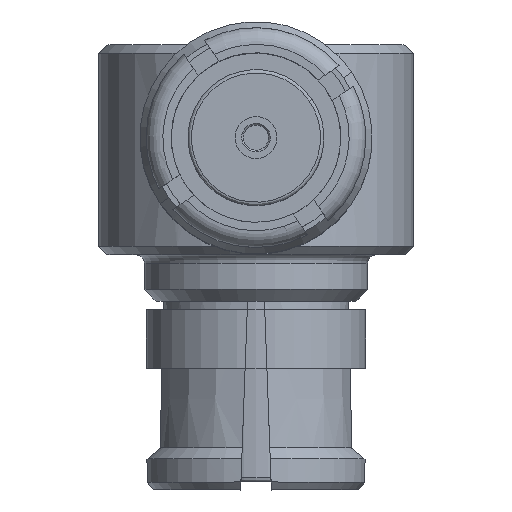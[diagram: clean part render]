
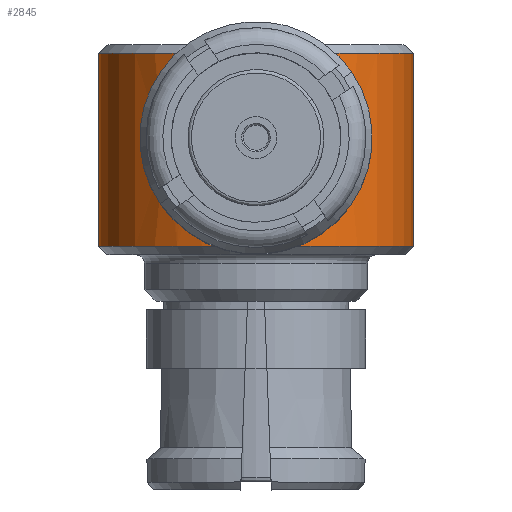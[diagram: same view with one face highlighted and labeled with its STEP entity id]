
A CAD part, top view. The second image highlights one B-rep face of the part: STEP entity #2845.
In plain terms, the highlighted cylindrical face has radius 2.388 mm (diameter 4.775 mm), a partial arc.
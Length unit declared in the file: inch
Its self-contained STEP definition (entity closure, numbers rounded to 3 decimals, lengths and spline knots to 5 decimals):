
#112 = CARTESIAN_POINT ( 'NONE',  ( 0.2025, -0.07623, 0.055 ) ) ;
#134 = CARTESIAN_POINT ( 'NONE',  ( 0.19878, -0.07623, 0.055 ) ) ;
#288 = CARTESIAN_POINT ( 'NONE',  ( 0.20623, -0.07623, -0.055 ) ) ;
#314 = EDGE_LOOP ( 'NONE', ( #379, #4786, #4531, #3190 ) ) ;
#323 = VERTEX_POINT ( 'NONE', #2578 ) ;
#333 = VECTOR ( 'NONE', #3031, 39.37008 ) ;
#379 = ORIENTED_EDGE ( 'NONE', *, *, #3459, .F. ) ;
#526 = CARTESIAN_POINT ( 'NONE',  ( 0.14, 0., 0.094 ) ) ;
#568 = CARTESIAN_POINT ( 'NONE',  ( 0.16862, -0.0833, -0.04389 ) ) ;
#631 = CARTESIAN_POINT ( 'NONE',  ( 0.22058, -0.07828, -0.05207 ) ) ;
#640 = CARTESIAN_POINT ( 'NONE',  ( 0.15324, -0.09075, -0.02473 ) ) ;
#662 = CIRCLE ( 'NONE', #4034, 0.094 ) ;
#671 = CARTESIAN_POINT ( 'NONE',  ( 0.20988, -0.0765, 0.05462 ) ) ;
#690 = DIRECTION ( 'NONE',  ( 0., 0., 1. ) ) ;
#803 = VERTEX_POINT ( 'NONE', #2953 ) ;
#819 = EDGE_LOOP ( 'NONE', ( #3528, #1109 ) ) ;
#820 = EDGE_CURVE ( 'NONE', #323, #3604, #662, .T. ) ;
#822 = DIRECTION ( 'NONE',  ( 0., 0., 1. ) ) ;
#964 = DIRECTION ( 'NONE',  ( 0., 0., -1. ) ) ;
#1017 = AXIS2_PLACEMENT_3D ( 'NONE', #3703, #3170, #822 ) ;
#1030 = CARTESIAN_POINT ( 'NONE',  ( 0.19505, -0.07623, -0.055 ) ) ;
#1051 = CARTESIAN_POINT ( 'NONE',  ( 0.15889, -0.08781, -0.0337 ) ) ;
#1109 = ORIENTED_EDGE ( 'NONE', *, *, #2935, .T. ) ;
#1132 = CARTESIAN_POINT ( 'NONE',  ( 0.25455, -0.0923, 0.01813 ) ) ;
#1149 = VERTEX_POINT ( 'NONE', #4346 ) ;
#1156 = CARTESIAN_POINT ( 'NONE',  ( 0.25035, -0.08997, 0.02805 ) ) ;
#1262 = CARTESIAN_POINT ( 'NONE',  ( 0.2025, -0.07623, -0.055 ) ) ;
#1288 = CARTESIAN_POINT ( 'NONE',  ( 0.21701, -0.07752, 0.05318 ) ) ;
#1469 = LINE ( 'NONE', #526, #4626 ) ;
#1544 = CARTESIAN_POINT ( 'NONE',  ( 0.14749, -0.094, 0.00739 ) ) ;
#1607 = CARTESIAN_POINT ( 'NONE',  ( 0.19511, -0.07651, 0.05462 ) ) ;
#1735 = CARTESIAN_POINT ( 'NONE',  ( 0.21706, -0.07753, -0.05316 ) ) ;
#1798 = CARTESIAN_POINT ( 'NONE',  ( 0.2025, -0.07623, 0.055 ) ) ;
#1985 = DIRECTION ( 'NONE',  ( 1., 0., 0. ) ) ;
#2068 = CARTESIAN_POINT ( 'NONE',  ( 0.15463, -0.08998, 0.02803 ) ) ;
#2123 = CARTESIAN_POINT ( 'NONE',  ( 0.25599, -0.0931, -0.01469 ) ) ;
#2383 = DIRECTION ( 'NONE',  ( 1., 0., 0. ) ) ;
#2499 = CARTESIAN_POINT ( 'NONE',  ( 0.16864, -0.08329, 0.04391 ) ) ;
#2521 = CARTESIAN_POINT ( 'NONE',  ( 0.17457, -0.08094, 0.04792 ) ) ;
#2557 = CARTESIAN_POINT ( 'NONE',  ( 0.20989, -0.0765, -0.05462 ) ) ;
#2578 = CARTESIAN_POINT ( 'NONE',  ( 0.26, 0., -0.094 ) ) ;
#2712 = CARTESIAN_POINT ( 'NONE',  ( 0.23042, -0.08094, -0.04792 ) ) ;
#2789 = LINE ( 'NONE', #5388, #333 ) ;
#2845 = ADVANCED_FACE ( 'NONE', ( #3751, #2938 ), #3820, .T. ) ;
#2935 = EDGE_CURVE ( 'NONE', #3339, #4177, #3138, .T. ) ;
#2938 = FACE_BOUND ( 'NONE', #819, .T. ) ;
#2953 = CARTESIAN_POINT ( 'NONE',  ( 0.145, 0., -0.094 ) ) ;
#2958 = CARTESIAN_POINT ( 'NONE',  ( 0.16117, -0.08669, -0.03646 ) ) ;
#2978 = CARTESIAN_POINT ( 'NONE',  ( 0.18445, -0.07827, 0.05207 ) ) ;
#3015 = CARTESIAN_POINT ( 'NONE',  ( 0.23043, -0.08094, 0.04792 ) ) ;
#3031 = DIRECTION ( 'NONE',  ( 1., 0., 0. ) ) ;
#3058 = DIRECTION ( 'NONE',  ( -1., 0., 0. ) ) ;
#3138 = B_SPLINE_CURVE_WITH_KNOTS ( 'NONE', 3,
 ( #3861, #1030, #3472, #4800, #568, #2958, #1051, #4359, #640, #5307, #3939, #4866, #4419, #1544, #3902, #2068, #5335, #2499, #2521, #2978, #5786, #1607, #134, #112 ),
 .UNSPECIFIED., .F., .F.,
 ( 4, 2, 2, 2, 2, 2, 2, 2, 2, 2, 2, 4 ),
 ( 0.00447, 0.00503, 0.00559, 0.00587, 0.00615, 0.00643, 0.00671, 0.00726, 0.00782, 0.00838, 0.00866, 0.00894 ),
 .UNSPECIFIED. ) ;
#3162 = CARTESIAN_POINT ( 'NONE',  ( 0.25712, -0.09378, 0.00743 ) ) ;
#3170 = DIRECTION ( 'NONE',  ( 1., 0., 0. ) ) ;
#3190 = ORIENTED_EDGE ( 'NONE', *, *, #820, .T. ) ;
#3263 = EDGE_CURVE ( 'NONE', #1149, #803, #5227, .T. ) ;
#3339 = VERTEX_POINT ( 'NONE', #4221 ) ;
#3459 = EDGE_CURVE ( 'NONE', #1149, #3604, #1469, .T. ) ;
#3463 = CARTESIAN_POINT ( 'NONE',  ( 0.23637, -0.0833, -0.0439 ) ) ;
#3472 = CARTESIAN_POINT ( 'NONE',  ( 0.18774, -0.07738, -0.05346 ) ) ;
#3484 = CARTESIAN_POINT ( 'NONE',  ( 0.25037, -0.08999, -0.02802 ) ) ;
#3528 = ORIENTED_EDGE ( 'NONE', *, *, #5054, .T. ) ;
#3531 = CARTESIAN_POINT ( 'NONE',  ( 0.26, 0., 0. ) ) ;
#3604 = VERTEX_POINT ( 'NONE', #3981 ) ;
#3703 = CARTESIAN_POINT ( 'NONE',  ( 0.145, 0., 0. ) ) ;
#3709 = AXIS2_PLACEMENT_3D ( 'NONE', #4701, #2383, #964 ) ;
#3751 = FACE_OUTER_BOUND ( 'NONE', #314, .T. ) ;
#3820 = CYLINDRICAL_SURFACE ( 'NONE', #3709, 0.094 ) ;
#3861 = CARTESIAN_POINT ( 'NONE',  ( 0.2025, -0.07623, -0.055 ) ) ;
#3902 = CARTESIAN_POINT ( 'NONE',  ( 0.14902, -0.09309, 0.01473 ) ) ;
#3929 = CARTESIAN_POINT ( 'NONE',  ( 0.23637, -0.0833, 0.0439 ) ) ;
#3939 = CARTESIAN_POINT ( 'NONE',  ( 0.14934, -0.09294, -0.01455 ) ) ;
#3971 = CARTESIAN_POINT ( 'NONE',  ( 0.22053, -0.07827, 0.05208 ) ) ;
#3981 = CARTESIAN_POINT ( 'NONE',  ( 0.26, 0., 0.094 ) ) ;
#4034 = AXIS2_PLACEMENT_3D ( 'NONE', #3531, #3058, #690 ) ;
#4076 = CARTESIAN_POINT ( 'NONE',  ( 0.20623, -0.07623, 0.055 ) ) ;
#4177 = VERTEX_POINT ( 'NONE', #1798 ) ;
#4221 = CARTESIAN_POINT ( 'NONE',  ( 0.2025, -0.07623, -0.055 ) ) ;
#4346 = CARTESIAN_POINT ( 'NONE',  ( 0.145, 0., 0.094 ) ) ;
#4359 = CARTESIAN_POINT ( 'NONE',  ( 0.15494, -0.08984, -0.02784 ) ) ;
#4411 = CARTESIAN_POINT ( 'NONE',  ( 0.25751, -0.09401, -0.00731 ) ) ;
#4419 = CARTESIAN_POINT ( 'NONE',  ( 0.1475, -0.094, -0.00378 ) ) ;
#4531 = ORIENTED_EDGE ( 'NONE', *, *, #5401, .T. ) ;
#4626 = VECTOR ( 'NONE', #1985, 39.37008 ) ;
#4645 = B_SPLINE_CURVE_WITH_KNOTS ( 'NONE', 3,
 ( #5510, #4076, #671, #1288, #3971, #3015, #3929, #5859, #1156, #1132, #4877, #3162, #4922, #4411, #2123, #3484, #5375, #3463, #2712, #631, #1735, #2557, #288, #1262 ),
 .UNSPECIFIED., .F., .F.,
 ( 4, 2, 2, 2, 2, 2, 2, 2, 2, 2, 2, 4 ),
 ( 0., 0.00028, 0.00056, 0.00112, 0.00168, 0.00196, 0.00224, 0.0028, 0.00336, 0.00391, 0.00419, 0.00447 ),
 .UNSPECIFIED. ) ;
#4701 = CARTESIAN_POINT ( 'NONE',  ( 0.14, 0., 0. ) ) ;
#4786 = ORIENTED_EDGE ( 'NONE', *, *, #3263, .T. ) ;
#4800 = CARTESIAN_POINT ( 'NONE',  ( 0.17455, -0.08094, -0.04791 ) ) ;
#4866 = CARTESIAN_POINT ( 'NONE',  ( 0.14788, -0.09378, -0.00742 ) ) ;
#4877 = CARTESIAN_POINT ( 'NONE',  ( 0.25566, -0.09293, 0.01458 ) ) ;
#4922 = CARTESIAN_POINT ( 'NONE',  ( 0.25749, -0.094, 0.00379 ) ) ;
#5054 = EDGE_CURVE ( 'NONE', #4177, #3339, #4645, .T. ) ;
#5227 = CIRCLE ( 'NONE', #1017, 0.094 ) ;
#5307 = CARTESIAN_POINT ( 'NONE',  ( 0.15044, -0.09231, -0.01809 ) ) ;
#5335 = CARTESIAN_POINT ( 'NONE',  ( 0.15871, -0.0878, 0.03401 ) ) ;
#5375 = CARTESIAN_POINT ( 'NONE',  ( 0.2463, -0.08781, -0.034 ) ) ;
#5388 = CARTESIAN_POINT ( 'NONE',  ( 0.14, 0., -0.094 ) ) ;
#5401 = EDGE_CURVE ( 'NONE', #803, #323, #2789, .T. ) ;
#5510 = CARTESIAN_POINT ( 'NONE',  ( 0.2025, -0.07623, 0.055 ) ) ;
#5786 = CARTESIAN_POINT ( 'NONE',  ( 0.18797, -0.07752, 0.05317 ) ) ;
#5859 = CARTESIAN_POINT ( 'NONE',  ( 0.24629, -0.0878, 0.03401 ) ) ;
